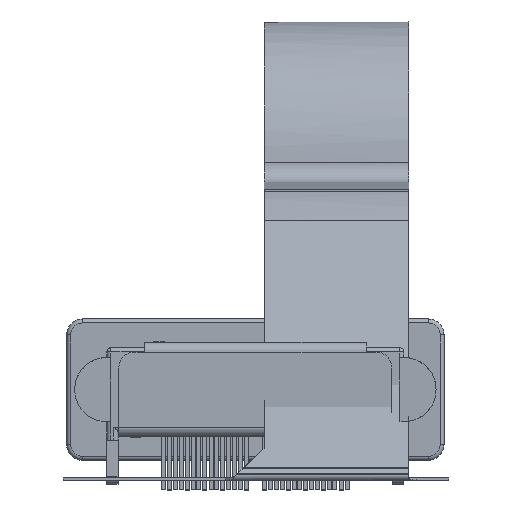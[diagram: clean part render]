
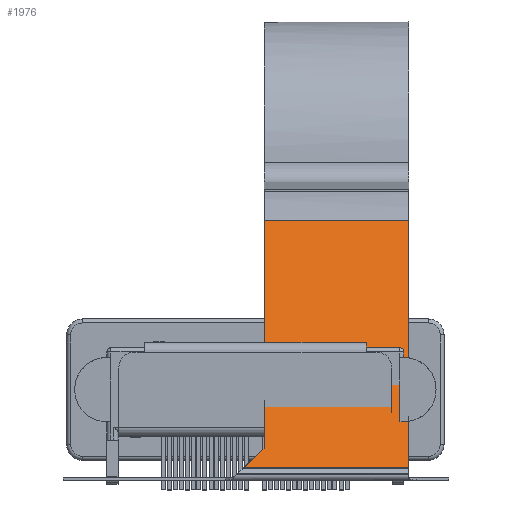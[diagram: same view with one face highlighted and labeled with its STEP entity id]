
A CAD part, left-side view. The second image highlights one B-rep face of the part: STEP entity #1976.
In plain terms, the highlighted planar face has unit normal (-0.94, 0, 0.342).
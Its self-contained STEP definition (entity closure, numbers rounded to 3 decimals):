
#1951 = VERTEX_POINT('',#1952);
#1952 = CARTESIAN_POINT('',(77.003,77.,
    1.849));
#1958 = EDGE_CURVE('',#1959,#1951,#1961,.T.);
#1959 = VERTEX_POINT('',#1960);
#1960 = CARTESIAN_POINT('',(76.558,78.3,
    0.627));
#1961 = LINE('',#1962,#1963);
#1962 = CARTESIAN_POINT('',(76.558,78.3,
    0.627));
#1963 = VECTOR('',#1964,1.);
#1964 = DIRECTION('',(0.242,-0.707,0.664));
#1976 = ADVANCED_FACE('',(#1977),#2010,.T.);
#1977 = FACE_BOUND('',#1978,.F.);
#1978 = EDGE_LOOP('',(#1979,#1980,#1988,#1996,#2004));
#1979 = ORIENTED_EDGE('',*,*,#1958,.T.);
#1980 = ORIENTED_EDGE('',*,*,#1981,.T.);
#1981 = EDGE_CURVE('',#1951,#1982,#1984,.T.);
#1982 = VERTEX_POINT('',#1983);
#1983 = CARTESIAN_POINT('',(82.16,77.,
    16.018));
#1984 = LINE('',#1985,#1986);
#1985 = CARTESIAN_POINT('',(77.003,77.,
    1.849));
#1986 = VECTOR('',#1987,1.);
#1987 = DIRECTION('',(0.342,0.,0.94
    ));
#1988 = ORIENTED_EDGE('',*,*,#1989,.T.);
#1989 = EDGE_CURVE('',#1982,#1990,#1992,.T.);
#1990 = VERTEX_POINT('',#1991);
#1991 = CARTESIAN_POINT('',(82.16,68.,
    16.018));
#1992 = LINE('',#1993,#1994);
#1993 = CARTESIAN_POINT('',(82.16,77.,
    16.018));
#1994 = VECTOR('',#1995,1.);
#1995 = DIRECTION('',(0.,-1.,
    0.));
#1996 = ORIENTED_EDGE('',*,*,#1997,.T.);
#1997 = EDGE_CURVE('',#1990,#1998,#2000,.T.);
#1998 = VERTEX_POINT('',#1999);
#1999 = CARTESIAN_POINT('',(76.558,68.,
    0.627));
#2000 = LINE('',#2001,#2002);
#2001 = CARTESIAN_POINT('',(82.16,68.,
    16.018));
#2002 = VECTOR('',#2003,1.);
#2003 = DIRECTION('',(-0.342,0.,
    -0.94));
#2004 = ORIENTED_EDGE('',*,*,#2005,.T.);
#2005 = EDGE_CURVE('',#1998,#1959,#2006,.T.);
#2006 = LINE('',#2007,#2008);
#2007 = CARTESIAN_POINT('',(76.558,68.,
    0.627));
#2008 = VECTOR('',#2009,1.);
#2009 = DIRECTION('',(0.,1.,
    0.));
#2010 = PLANE('',#2011);
#2011 = AXIS2_PLACEMENT_3D('',#2012,#2013,#2014);
#2012 = CARTESIAN_POINT('',(76.558,78.3,
    0.627));
#2013 = DIRECTION('',(-0.94,0.,0.342
    ));
#2014 = DIRECTION('',(0.342,0.,0.94
    ));
